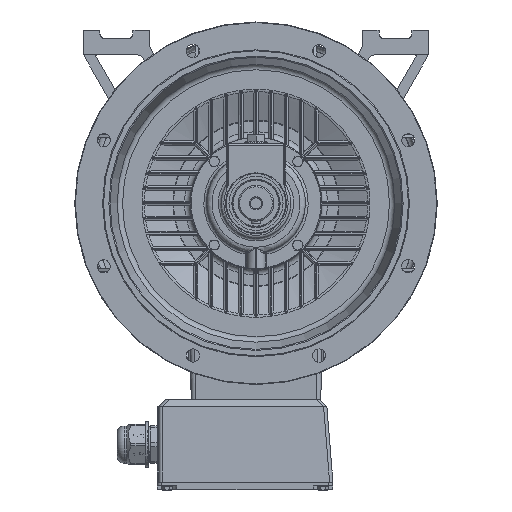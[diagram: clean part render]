
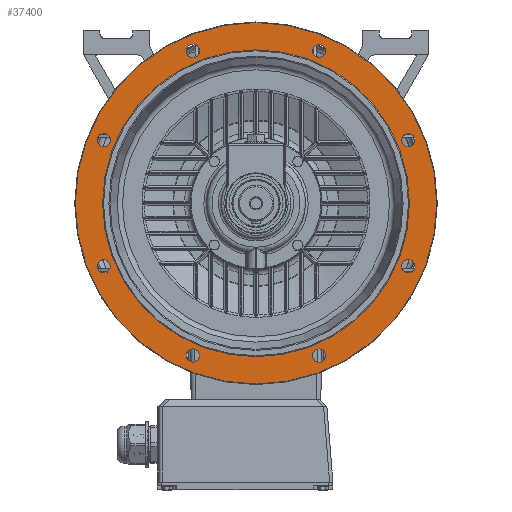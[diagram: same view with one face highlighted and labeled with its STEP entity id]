
A CAD part, left-side view. The second image highlights one B-rep face of the part: STEP entity #37400.
In plain terms, the highlighted planar face has unit normal (-1, 0, 0).
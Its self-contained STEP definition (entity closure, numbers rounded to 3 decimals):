
#9883=PLANE('',#113208);
#37400=ADVANCED_FACE('',(#40780,#40781,#40782,#40783,#40784,#40785,#40786,
#40787,#40788,#40789),#9883,.T.);
#40780=FACE_BOUND('',#47456,.T.);
#40781=FACE_BOUND('',#47457,.T.);
#40782=FACE_BOUND('',#47458,.T.);
#40783=FACE_BOUND('',#47459,.T.);
#40784=FACE_BOUND('',#47460,.T.);
#40785=FACE_BOUND('',#47461,.T.);
#40786=FACE_BOUND('',#47462,.T.);
#40787=FACE_BOUND('',#47463,.T.);
#40788=FACE_BOUND('',#47464,.T.);
#40789=FACE_BOUND('',#47465,.T.);
#47456=EDGE_LOOP('',(#75671));
#47457=EDGE_LOOP('',(#75672,#75673));
#47458=EDGE_LOOP('',(#75674,#75675));
#47459=EDGE_LOOP('',(#75676,#75677));
#47460=EDGE_LOOP('',(#75678,#75679));
#47461=EDGE_LOOP('',(#75680,#75681));
#47462=EDGE_LOOP('',(#75682,#75683));
#47463=EDGE_LOOP('',(#75684,#75685));
#47464=EDGE_LOOP('',(#75686,#75687));
#47465=EDGE_LOOP('',(#75688));
#75671=ORIENTED_EDGE('',*,*,#102169,.T.);
#75672=ORIENTED_EDGE('',*,*,#102170,.F.);
#75673=ORIENTED_EDGE('',*,*,#102171,.F.);
#75674=ORIENTED_EDGE('',*,*,#102172,.F.);
#75675=ORIENTED_EDGE('',*,*,#102173,.F.);
#75676=ORIENTED_EDGE('',*,*,#102174,.F.);
#75677=ORIENTED_EDGE('',*,*,#102175,.F.);
#75678=ORIENTED_EDGE('',*,*,#102176,.F.);
#75679=ORIENTED_EDGE('',*,*,#102177,.F.);
#75680=ORIENTED_EDGE('',*,*,#102178,.F.);
#75681=ORIENTED_EDGE('',*,*,#102179,.F.);
#75682=ORIENTED_EDGE('',*,*,#102180,.F.);
#75683=ORIENTED_EDGE('',*,*,#102181,.F.);
#75684=ORIENTED_EDGE('',*,*,#102182,.F.);
#75685=ORIENTED_EDGE('',*,*,#102183,.F.);
#75686=ORIENTED_EDGE('',*,*,#102184,.F.);
#75687=ORIENTED_EDGE('',*,*,#102185,.F.);
#75688=ORIENTED_EDGE('',*,*,#102186,.F.);
#87454=VERTEX_POINT('',#187370);
#87455=VERTEX_POINT('',#187372);
#87456=VERTEX_POINT('',#187373);
#87457=VERTEX_POINT('',#187376);
#87458=VERTEX_POINT('',#187377);
#87459=VERTEX_POINT('',#187380);
#87460=VERTEX_POINT('',#187381);
#87461=VERTEX_POINT('',#187384);
#87462=VERTEX_POINT('',#187385);
#87463=VERTEX_POINT('',#187388);
#87464=VERTEX_POINT('',#187389);
#87465=VERTEX_POINT('',#187392);
#87466=VERTEX_POINT('',#187393);
#87467=VERTEX_POINT('',#187396);
#87468=VERTEX_POINT('',#187397);
#87469=VERTEX_POINT('',#187400);
#87470=VERTEX_POINT('',#187401);
#87471=VERTEX_POINT('',#187404);
#102169=EDGE_CURVE('',#87454,#87454,#105613,.T.);
#102170=EDGE_CURVE('',#87455,#87456,#105614,.T.);
#102171=EDGE_CURVE('',#87456,#87455,#105615,.T.);
#102172=EDGE_CURVE('',#87457,#87458,#105616,.T.);
#102173=EDGE_CURVE('',#87458,#87457,#105617,.T.);
#102174=EDGE_CURVE('',#87459,#87460,#105618,.T.);
#102175=EDGE_CURVE('',#87460,#87459,#105619,.T.);
#102176=EDGE_CURVE('',#87461,#87462,#105620,.T.);
#102177=EDGE_CURVE('',#87462,#87461,#105621,.T.);
#102178=EDGE_CURVE('',#87463,#87464,#105622,.T.);
#102179=EDGE_CURVE('',#87464,#87463,#105623,.T.);
#102180=EDGE_CURVE('',#87465,#87466,#105624,.T.);
#102181=EDGE_CURVE('',#87466,#87465,#105625,.T.);
#102182=EDGE_CURVE('',#87467,#87468,#105626,.T.);
#102183=EDGE_CURVE('',#87468,#87467,#105627,.T.);
#102184=EDGE_CURVE('',#87469,#87470,#105628,.T.);
#102185=EDGE_CURVE('',#87470,#87469,#105629,.T.);
#102186=EDGE_CURVE('',#87471,#87471,#105630,.T.);
#105613=CIRCLE('',#113190,329.);
#105614=CIRCLE('',#113191,12.);
#105615=CIRCLE('',#113192,12.);
#105616=CIRCLE('',#113193,12.);
#105617=CIRCLE('',#113194,12.);
#105618=CIRCLE('',#113195,12.);
#105619=CIRCLE('',#113196,12.);
#105620=CIRCLE('',#113197,12.);
#105621=CIRCLE('',#113198,12.);
#105622=CIRCLE('',#113199,12.);
#105623=CIRCLE('',#113200,12.);
#105624=CIRCLE('',#113201,12.);
#105625=CIRCLE('',#113202,12.);
#105626=CIRCLE('',#113203,12.);
#105627=CIRCLE('',#113204,12.);
#105628=CIRCLE('',#113205,12.);
#105629=CIRCLE('',#113206,12.);
#105630=CIRCLE('',#113207,279.289);
#113190=AXIS2_PLACEMENT_3D('',#187369,#137879,#137880);
#113191=AXIS2_PLACEMENT_3D('',#187371,#137881,#137882);
#113192=AXIS2_PLACEMENT_3D('',#187374,#137883,#137884);
#113193=AXIS2_PLACEMENT_3D('',#187375,#137885,#137886);
#113194=AXIS2_PLACEMENT_3D('',#187378,#137887,#137888);
#113195=AXIS2_PLACEMENT_3D('',#187379,#137889,#137890);
#113196=AXIS2_PLACEMENT_3D('',#187382,#137891,#137892);
#113197=AXIS2_PLACEMENT_3D('',#187383,#137893,#137894);
#113198=AXIS2_PLACEMENT_3D('',#187386,#137895,#137896);
#113199=AXIS2_PLACEMENT_3D('',#187387,#137897,#137898);
#113200=AXIS2_PLACEMENT_3D('',#187390,#137899,#137900);
#113201=AXIS2_PLACEMENT_3D('',#187391,#137901,#137902);
#113202=AXIS2_PLACEMENT_3D('',#187394,#137903,#137904);
#113203=AXIS2_PLACEMENT_3D('',#187395,#137905,#137906);
#113204=AXIS2_PLACEMENT_3D('',#187398,#137907,#137908);
#113205=AXIS2_PLACEMENT_3D('',#187399,#137909,#137910);
#113206=AXIS2_PLACEMENT_3D('',#187402,#137911,#137912);
#113207=AXIS2_PLACEMENT_3D('',#187403,#137913,#137914);
#113208=AXIS2_PLACEMENT_3D('',#187405,#137915,#137916);
#137879=DIRECTION('',(-1.,0.,0.));
#137880=DIRECTION('',(0.,0.,1.));
#137881=DIRECTION('',(-1.,0.,0.));
#137882=DIRECTION('',(0.,0.707,0.707));
#137883=DIRECTION('',(-1.,0.,0.));
#137884=DIRECTION('',(0.,-0.707,-0.707));
#137885=DIRECTION('',(-1.,0.,0.));
#137886=DIRECTION('',(0.,0.,1.));
#137887=DIRECTION('',(-1.,0.,0.));
#137888=DIRECTION('',(0.,0.,-1.));
#137889=DIRECTION('',(-1.,0.,0.));
#137890=DIRECTION('',(0.,-0.707,0.707));
#137891=DIRECTION('',(-1.,0.,0.));
#137892=DIRECTION('',(0.,0.707,-0.707));
#137893=DIRECTION('',(-1.,0.,0.));
#137894=DIRECTION('',(0.,-1.,0.));
#137895=DIRECTION('',(-1.,0.,0.));
#137896=DIRECTION('',(0.,1.,0.));
#137897=DIRECTION('',(-1.,0.,0.));
#137898=DIRECTION('',(0.,-0.707,-0.707));
#137899=DIRECTION('',(-1.,0.,0.));
#137900=DIRECTION('',(0.,0.707,0.707));
#137901=DIRECTION('',(-1.,0.,0.));
#137902=DIRECTION('',(0.,0.,-1.));
#137903=DIRECTION('',(-1.,0.,0.));
#137904=DIRECTION('',(0.,0.,1.));
#137905=DIRECTION('',(-1.,0.,0.));
#137906=DIRECTION('',(0.,0.707,-0.707));
#137907=DIRECTION('',(-1.,0.,0.));
#137908=DIRECTION('',(0.,-0.707,0.707));
#137909=DIRECTION('',(-1.,0.,0.));
#137910=DIRECTION('',(0.,1.,0.));
#137911=DIRECTION('',(-1.,0.,0.));
#137912=DIRECTION('',(0.,-1.,0.));
#137913=DIRECTION('',(-1.,0.,0.));
#137914=DIRECTION('',(0.,0.,1.));
#137915=DIRECTION('',(-1.,0.,0.));
#137916=DIRECTION('',(0.,0.,1.));
#187369=CARTESIAN_POINT('',(-118.583,327.783,-327.783));
#187370=CARTESIAN_POINT('',(-118.583,327.783,1.217));
#187371=CARTESIAN_POINT('',(-118.583,212.978,-50.619));
#187372=CARTESIAN_POINT('',(-118.583,221.463,-42.134));
#187373=CARTESIAN_POINT('',(-118.583,204.492,-59.104));
#187374=CARTESIAN_POINT('',(-118.583,212.978,-50.619));
#187375=CARTESIAN_POINT('',(-118.583,50.619,-212.978));
#187376=CARTESIAN_POINT('',(-118.583,50.619,-200.978));
#187377=CARTESIAN_POINT('',(-118.583,50.619,-224.978));
#187378=CARTESIAN_POINT('',(-118.583,50.619,-212.978));
#187379=CARTESIAN_POINT('',(-118.583,50.619,-442.588));
#187380=CARTESIAN_POINT('',(-118.583,42.134,-434.102));
#187381=CARTESIAN_POINT('',(-118.583,59.104,-451.073));
#187382=CARTESIAN_POINT('',(-118.583,50.619,-442.588));
#187383=CARTESIAN_POINT('',(-118.583,212.978,-604.947));
#187384=CARTESIAN_POINT('',(-118.583,200.978,-604.947));
#187385=CARTESIAN_POINT('',(-118.583,224.978,-604.947));
#187386=CARTESIAN_POINT('',(-118.583,212.978,-604.947));
#187387=CARTESIAN_POINT('',(-118.583,442.588,-604.947));
#187388=CARTESIAN_POINT('',(-118.583,434.102,-613.432));
#187389=CARTESIAN_POINT('',(-118.583,451.073,-596.461));
#187390=CARTESIAN_POINT('',(-118.583,442.588,-604.947));
#187391=CARTESIAN_POINT('',(-118.583,604.947,-442.588));
#187392=CARTESIAN_POINT('',(-118.583,604.947,-454.588));
#187393=CARTESIAN_POINT('',(-118.583,604.947,-430.588));
#187394=CARTESIAN_POINT('',(-118.583,604.947,-442.588));
#187395=CARTESIAN_POINT('',(-118.583,604.947,-212.978));
#187396=CARTESIAN_POINT('',(-118.583,613.432,-221.463));
#187397=CARTESIAN_POINT('',(-118.583,596.461,-204.492));
#187398=CARTESIAN_POINT('',(-118.583,604.947,-212.978));
#187399=CARTESIAN_POINT('',(-118.583,442.588,-50.619));
#187400=CARTESIAN_POINT('',(-118.583,454.588,-50.619));
#187401=CARTESIAN_POINT('',(-118.583,430.588,-50.619));
#187402=CARTESIAN_POINT('',(-118.583,442.588,-50.619));
#187403=CARTESIAN_POINT('',(-118.583,327.783,-327.783));
#187404=CARTESIAN_POINT('',(-118.583,327.783,-48.494));
#187405=CARTESIAN_POINT('',(-118.583,327.783,-327.783));
